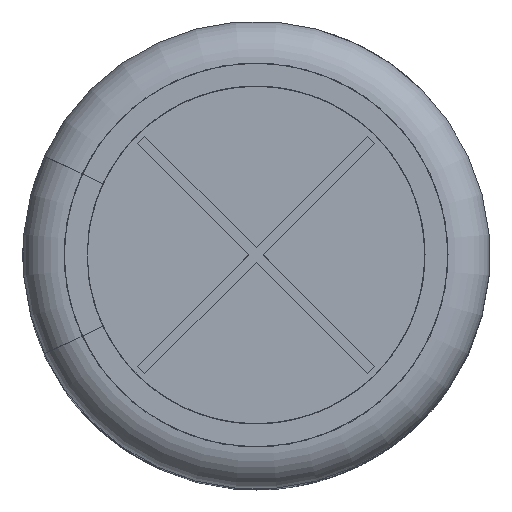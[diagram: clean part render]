
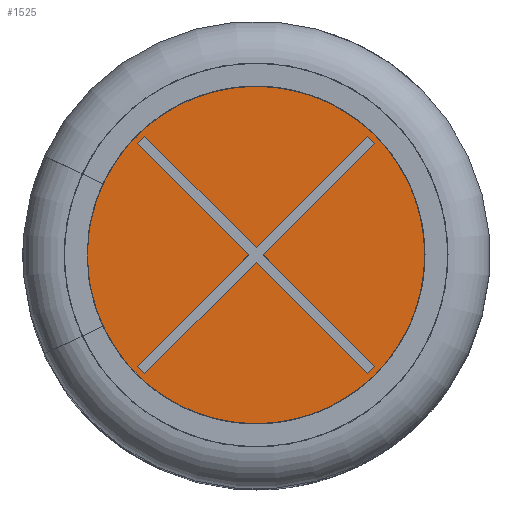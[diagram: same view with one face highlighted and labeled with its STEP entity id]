
A CAD part, top view. The second image highlights one B-rep face of the part: STEP entity #1525.
In plain terms, the highlighted planar face has unit normal (0, 0, 1).
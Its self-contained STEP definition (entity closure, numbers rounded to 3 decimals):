
#1525 = ADVANCED_FACE( '', ( #3136, #3137 ), #3138, .T. );
#3136 = FACE_OUTER_BOUND( '', #8945, .T. );
#3137 = FACE_BOUND( '', #8946, .T. );
#3138 = PLANE( '', #8947 );
#8945 = EDGE_LOOP( '', ( #13057 ) );
#8946 = EDGE_LOOP( '', ( #13058, #13059, #13060, #13061, #13062, #13063, #13064, #13065, #13066, #13067, #13068, #13069 ) );
#8947 = AXIS2_PLACEMENT_3D( '', #13070, #13071, #13072 );
#13057 = ORIENTED_EDGE( '', *, *, #14407, .F. );
#13058 = ORIENTED_EDGE( '', *, *, #15078, .T. );
#13059 = ORIENTED_EDGE( '', *, *, #14198, .T. );
#13060 = ORIENTED_EDGE( '', *, *, #14319, .T. );
#13061 = ORIENTED_EDGE( '', *, *, #15337, .T. );
#13062 = ORIENTED_EDGE( '', *, *, #15183, .T. );
#13063 = ORIENTED_EDGE( '', *, *, #14831, .T. );
#13064 = ORIENTED_EDGE( '', *, *, #15120, .T. );
#13065 = ORIENTED_EDGE( '', *, *, #14292, .T. );
#13066 = ORIENTED_EDGE( '', *, *, #14336, .T. );
#13067 = ORIENTED_EDGE( '', *, *, #15218, .T. );
#13068 = ORIENTED_EDGE( '', *, *, #14457, .T. );
#13069 = ORIENTED_EDGE( '', *, *, #14967, .T. );
#13070 = CARTESIAN_POINT( '', ( -2.585, 0., 10.78 ) );
#13071 = DIRECTION( '', ( 0., 0., 1. ) );
#13072 = DIRECTION( '', ( 1., 0., 0. ) );
#14198 = EDGE_CURVE( '', #16417, #16418, #16419, .T. );
#14292 = EDGE_CURVE( '', #16572, #16573, #16574, .T. );
#14319 = EDGE_CURVE( '', #16418, #16614, #16615, .T. );
#14336 = EDGE_CURVE( '', #16573, #16641, #16642, .T. );
#14407 = EDGE_CURVE( '', #16752, #16752, #16753, .T. );
#14457 = EDGE_CURVE( '', #16823, #16824, #16825, .T. );
#14831 = EDGE_CURVE( '', #17360, #17361, #17362, .T. );
#14967 = EDGE_CURVE( '', #16824, #17548, #17549, .T. );
#15078 = EDGE_CURVE( '', #17548, #16417, #17686, .T. );
#15120 = EDGE_CURVE( '', #17361, #16572, #17740, .T. );
#15183 = EDGE_CURVE( '', #17813, #17360, #17814, .T. );
#15218 = EDGE_CURVE( '', #16641, #16823, #17855, .T. );
#15337 = EDGE_CURVE( '', #16614, #17813, #17986, .T. );
#16417 = VERTEX_POINT( '', #20216 );
#16418 = VERTEX_POINT( '', #20217 );
#16419 = LINE( '', #20218, #20219 );
#16572 = VERTEX_POINT( '', #20497 );
#16573 = VERTEX_POINT( '', #20498 );
#16574 = LINE( '', #20499, #20500 );
#16614 = VERTEX_POINT( '', #20573 );
#16615 = LINE( '', #20574, #20575 );
#16641 = VERTEX_POINT( '', #20912 );
#16642 = LINE( '', #20913, #20914 );
#16752 = VERTEX_POINT( '', #21137 );
#16753 = CIRCLE( '', #21138, 2.585 );
#16823 = VERTEX_POINT( '', #21280 );
#16824 = VERTEX_POINT( '', #21281 );
#16825 = LINE( '', #21282, #21283 );
#17360 = VERTEX_POINT( '', #22606 );
#17361 = VERTEX_POINT( '', #22607 );
#17362 = LINE( '', #22608, #22609 );
#17548 = VERTEX_POINT( '', #23048 );
#17549 = LINE( '', #23049, #23050 );
#17686 = LINE( '', #23366, #23367 );
#17740 = LINE( '', #23467, #23468 );
#17813 = VERTEX_POINT( '', #23869 );
#17814 = LINE( '', #23870, #23871 );
#17855 = LINE( '', #23933, #23934 );
#17986 = LINE( '', #24401, #24402 );
#20216 = CARTESIAN_POINT( '', ( -1.497, 1.596, 10.78 ) );
#20217 = CARTESIAN_POINT( '', ( 0., 0.099, 10.78 ) );
#20218 = CARTESIAN_POINT( '', ( 0., 0.099, 10.78 ) );
#20219 = VECTOR( '', #25088, 1000. );
#20497 = CARTESIAN_POINT( '', ( 1.497, -1.596, 10.78 ) );
#20498 = CARTESIAN_POINT( '', ( 0., -0.099, 10.78 ) );
#20499 = CARTESIAN_POINT( '', ( 0., -0.099, 10.78 ) );
#20500 = VECTOR( '', #25179, 1000. );
#20573 = CARTESIAN_POINT( '', ( 1.497, 1.596, 10.78 ) );
#20574 = CARTESIAN_POINT( '', ( 0., 0.099, 10.78 ) );
#20575 = VECTOR( '', #25210, 1000. );
#20912 = CARTESIAN_POINT( '', ( -1.497, -1.596, 10.78 ) );
#20913 = CARTESIAN_POINT( '', ( 0., -0.099, 10.78 ) );
#20914 = VECTOR( '', #25222, 1000. );
#21137 = CARTESIAN_POINT( '', ( -2.585, 0., 10.78 ) );
#21138 = AXIS2_PLACEMENT_3D( '', #25283, #25284, #25285 );
#21280 = CARTESIAN_POINT( '', ( -1.596, -1.497, 10.78 ) );
#21281 = CARTESIAN_POINT( '', ( -0.099, 0., 10.78 ) );
#21282 = CARTESIAN_POINT( '', ( -0.099, 0., 10.78 ) );
#21283 = VECTOR( '', #25335, 1000. );
#22606 = CARTESIAN_POINT( '', ( 0.099, 0., 10.78 ) );
#22607 = CARTESIAN_POINT( '', ( 1.596, -1.497, 10.78 ) );
#22608 = CARTESIAN_POINT( '', ( 0.099, 0., 10.78 ) );
#22609 = VECTOR( '', #25691, 1000. );
#23048 = CARTESIAN_POINT( '', ( -1.596, 1.497, 10.78 ) );
#23049 = CARTESIAN_POINT( '', ( -0.099, 0., 10.78 ) );
#23050 = VECTOR( '', #25811, 1000. );
#23366 = CARTESIAN_POINT( '', ( -1.497, 1.596, 10.78 ) );
#23367 = VECTOR( '', #25890, 1000. );
#23467 = CARTESIAN_POINT( '', ( 1.596, -1.497, 10.78 ) );
#23468 = VECTOR( '', #25919, 1000. );
#23869 = CARTESIAN_POINT( '', ( 1.596, 1.497, 10.78 ) );
#23870 = CARTESIAN_POINT( '', ( 0.099, 0., 10.78 ) );
#23871 = VECTOR( '', #25959, 1000. );
#23933 = CARTESIAN_POINT( '', ( -1.497, -1.596, 10.78 ) );
#23934 = VECTOR( '', #25988, 1000. );
#24401 = CARTESIAN_POINT( '', ( 1.596, 1.497, 10.78 ) );
#24402 = VECTOR( '', #26056, 1000. );
#25088 = DIRECTION( '', ( 0.707, -0.707, 0. ) );
#25179 = DIRECTION( '', ( -0.707, 0.707, 0. ) );
#25210 = DIRECTION( '', ( 0.707, 0.707, 0. ) );
#25222 = DIRECTION( '', ( -0.707, -0.707, 0. ) );
#25283 = CARTESIAN_POINT( '', ( 0., 0., 10.78 ) );
#25284 = DIRECTION( '', ( 0., 0., -1. ) );
#25285 = DIRECTION( '', ( -1., 0., 0. ) );
#25335 = DIRECTION( '', ( 0.707, 0.707, 0. ) );
#25691 = DIRECTION( '', ( 0.707, -0.707, 0. ) );
#25811 = DIRECTION( '', ( -0.707, 0.707, 0. ) );
#25890 = DIRECTION( '', ( 0.707, 0.707, 0. ) );
#25919 = DIRECTION( '', ( -0.707, -0.707, 0. ) );
#25959 = DIRECTION( '', ( -0.707, -0.707, 0. ) );
#25988 = DIRECTION( '', ( -0.707, 0.707, 0. ) );
#26056 = DIRECTION( '', ( 0.707, -0.707, 0. ) );
